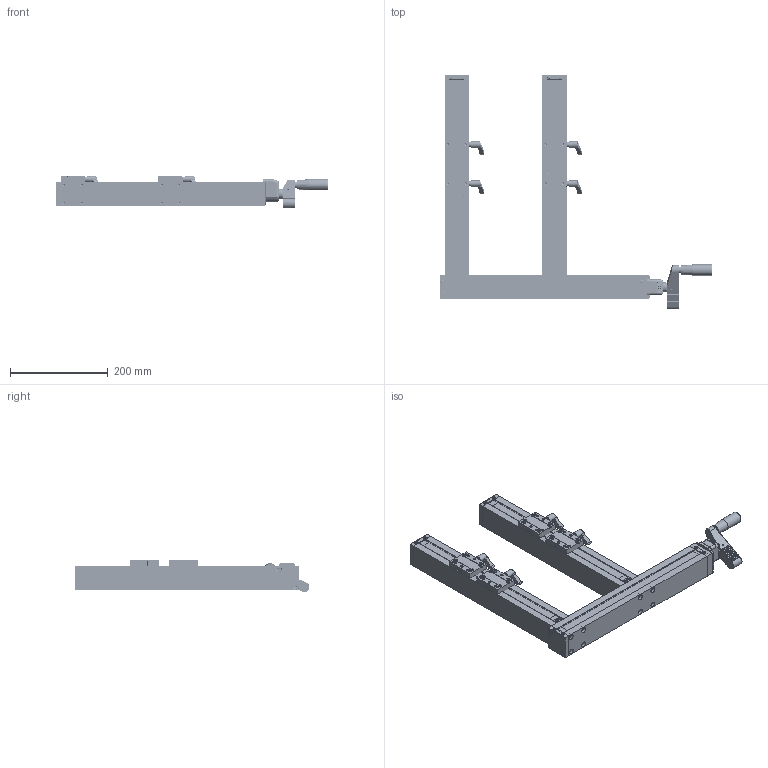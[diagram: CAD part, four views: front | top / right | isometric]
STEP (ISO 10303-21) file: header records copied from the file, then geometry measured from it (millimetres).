
FILE_DESCRIPTION(/* description */ ('Unknown'),/* implementation_level */ '2;1');
FILE_NAME(/* name */ 'Spindelantrieb50-Portal-2',/* time_stamp */ '2020-03-29T06:44:55+02:00',/* author */ ('Unknown'),/* organization */ ('Unknown'),/* preprocessor_version */ 'ST-DEVELOPER v16.7',/* originating_system */ 'Solid Edge',/* authorisation */ 'Unknown');
FILE_SCHEMA (('AUTOMOTIVE_DESIGN {1 0 10303 214 3 1 1}'));
Products named in the file (11): 3.3-Portal50-Profil-Stirnseite-SchlittenPA60lg-dy; Profil-50-Portal-LagerStirnseite-dy; Profil-50-Portal-Stirnseite-dy; A-0000100-Kegelradantrieb50-Stirnseite-dy; A-0000125-Flanschlager50-Stirnseite-dy; Spindel-M16-Kegelrad-Stirnseite-dy; A-0000003-Schlitten50-60lg-Klem-Alu-dy; A-0000127-Siko-Adapterplatte-50-dy; Welle-d12-Portal-Profil-Stirnseite-dy; A-0000124-Abdeckbandklemmung50-dy; A-0000098-Deckel50-geschraubt-dy
Assembly tree (19 placements, depth 2):
  3.3-Portal50-Profil-Stirnseite-SchlittenPA60lg-dy
    Profil-50-Portal-LagerStirnseite-dy  x2
    Profil-50-Portal-Stirnseite-dy
    A-0000100-Kegelradantrieb50-Stirnseite-dy  x2
    A-0000125-Flanschlager50-Stirnseite-dy
    Spindel-M16-Kegelrad-Stirnseite-dy  x2
    A-0000003-Schlitten50-60lg-Klem-Alu-dy  x4
    A-0000127-Siko-Adapterplatte-50-dy
    Welle-d12-Portal-Profil-Stirnseite-dy
    A-0000124-Abdeckbandklemmung50-dy  x2
    A-0000098-Deckel50-geschraubt-dy  x3
Bounding box: 558.61 x 480.39 x 65.91 mm (x, y, z)
Volume: 2363832.4 mm3; surface area: 717655 mm2
Topology: 18 solids, 20 shells, 4501 faces, 12237 edges, 8014 vertices
Faces by surface type: plane 3028, cylinder 846, bspline 295, cone 250, torus 70, sphere 12
Full cylindrical faces by diameter (mm): 1.7 x2, 2.459 x2, 3 x7, 3.2 x12, 4 x4, 4.134 x4, 4.5 x4, 4.917 x56, 5 x34, 5.3 x2, 5.5 x12, 5.8 x8, 6 x11, 6.2 x3, 6.4 x10, 7 x12, 8 x4, 8.3 x4, 10 x9, 11 x12, 11.4 x2, 12 x23, 13 x4, 13.024 x1, 14 x1, 16 x5, 17 x8, 17.3 x2, 18 x5, 20 x3
Entity records: 81200 total; most frequent: CARTESIAN_POINT 20802, ORIENTED_EDGE 9688, DIRECTION 9099, EDGE_CURVE 4844, LINE 3433, VECTOR 3433, VERTEX_POINT 3314, AXIS2_PLACEMENT_3D 2833
